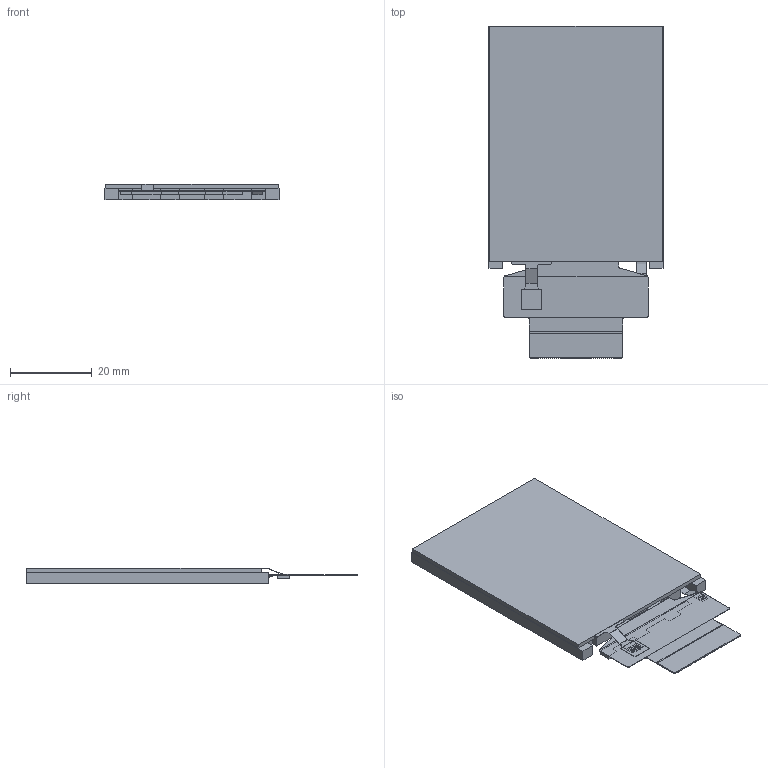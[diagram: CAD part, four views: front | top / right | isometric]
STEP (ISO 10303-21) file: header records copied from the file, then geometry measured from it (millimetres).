
FILE_DESCRIPTION((''),'2;1');
FILE_NAME('TM024HBZ64','2021-01-26T',('huixuan_chen'),(''),'CREO PARAMETRIC BY PTC INC, 2014190','CREO PARAMETRIC BY PTC INC, 2014190','');
FILE_SCHEMA(('AUTOMOTIVE_DESIGN { 1 0 10303 214 1 1 1 1 }'));
Length unit declared in the file: millimetre
Products named in the file (1): TM024HBZ64
Bounding box: 42.72 x 81.46 x 3.9 mm (x, y, z)
Volume: 9488.9 mm3; surface area: 7391.5 mm2
Topology: 1 solids, 1 shells, 414 faces, 1238 edges, 818 vertices
Faces by surface type: plane 370, cylinder 44
Entity records: 13821 total; most frequent: ORIENTED_EDGE 2476, CARTESIAN_POINT 2472, DIRECTION 2158, EDGE_CURVE 1238, VECTOR 1146, LINE 1146, VERTEX_POINT 818, AXIS2_PLACEMENT_3D 506
